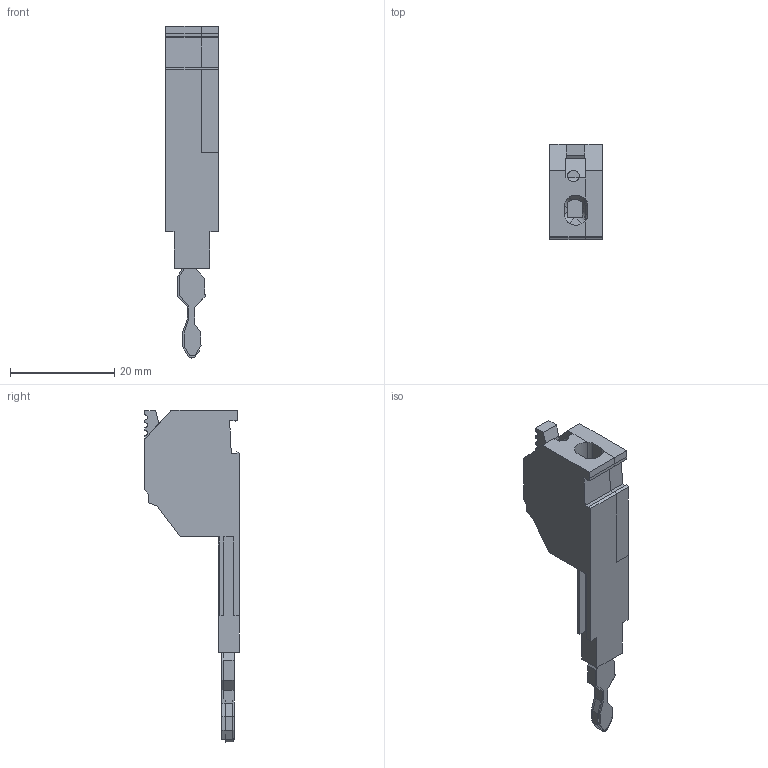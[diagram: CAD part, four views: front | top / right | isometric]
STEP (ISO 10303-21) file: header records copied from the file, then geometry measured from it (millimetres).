
FILE_DESCRIPTION(('Creo Elements/Direct Modeling STEP Export'),'2;1');
FILE_NAME('model.stp','2023-09-28T11:31:29',(''),(''),'Creo Elements/Direct Modeling STEP processor for AP214 (Solid Model)','Creo Elements/Direct Modeling 20.1D 10-Oct-2020 (C) Parametric Technology GmbH','');
FILE_SCHEMA(('AUTOMOTIVE_DESIGN { 1 0 10303 214 1 1 1 1 }'));
Length unit declared in the file: millimetre
Products named in the file (2): LPO_10-SELECT
Assembly tree (1 placements, depth 2):
  LPO_10-SELECT
    LPO_10-SELECT
Bounding box: 10.15 x 18.25 x 63.8 mm (x, y, z)
Volume: 4551.7 mm3; surface area: 2802.2 mm2
Topology: 1 solids, 1 shells, 161 faces, 461 edges, 303 vertices
Faces by surface type: plane 136, cylinder 23, extrusion 2
Entity records: 7084 total; most frequent: CARTESIAN_POINT 1710, ORIENTED_EDGE 922, DIRECTION 724, EDGE_CURVE 461, VECTOR 366, LINE 364, VERTEX_POINT 303, AXIS2_PLACEMENT_3D 179
